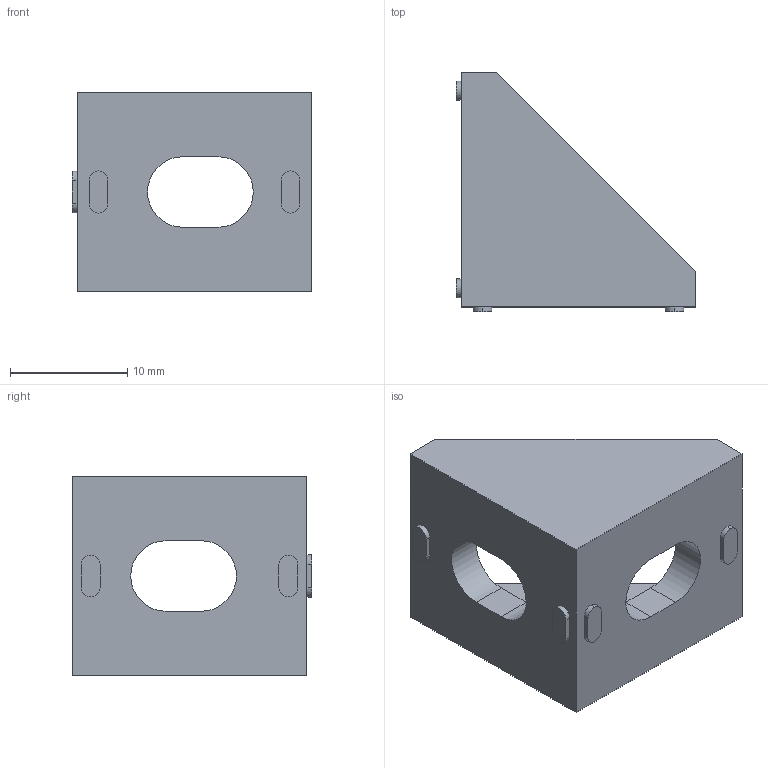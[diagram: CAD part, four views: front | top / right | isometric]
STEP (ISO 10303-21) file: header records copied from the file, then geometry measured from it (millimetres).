
FILE_DESCRIPTION (( 'STEP AP203' ), '1' );
FILE_NAME ('Óãëîâîé ñîåäèíèòåëü AL 20 ñåðèÿ 1õ2 17õ20õ20.STEP', '2023-06-13T09:12:50', ( 'user' ), ( '' ), 'SwSTEP 2.0', 'SolidWorks 2022', '' );
FILE_SCHEMA (( 'CONFIG_CONTROL_DESIGN' ));
Length unit declared in the file: millimetre
Products named in the file (1): Угловой соединитель AL 20 серия 1х2 17х20х20
Bounding box: 20.43 x 20.43 x 17 mm (x, y, z)
Volume: 2196.1 mm3; surface area: 2099.4 mm2
Topology: 1 solids, 1 shells, 42 faces, 104 edges, 68 vertices
Faces by surface type: plane 28, cylinder 14
Entity records: 1329 total; most frequent: DIRECTION 218, CARTESIAN_POINT 215, ORIENTED_EDGE 208, EDGE_CURVE 104, VECTOR 76, LINE 76, AXIS2_PLACEMENT_3D 71, VERTEX_POINT 68
